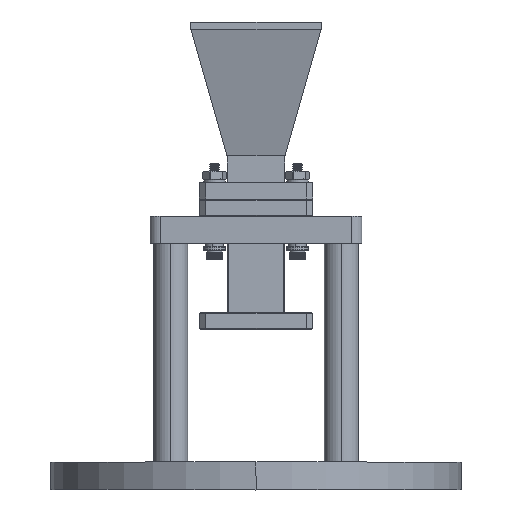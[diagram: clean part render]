
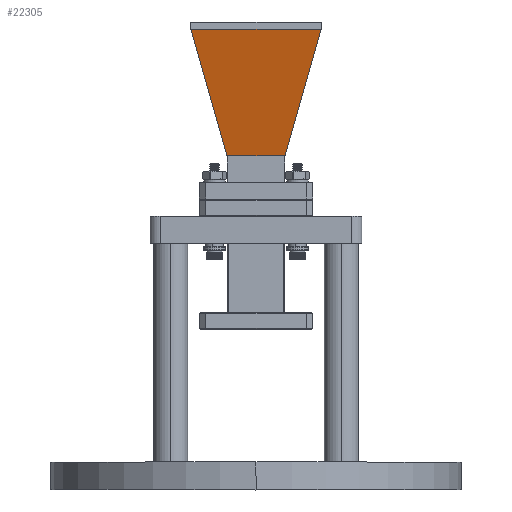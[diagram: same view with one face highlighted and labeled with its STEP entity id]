
A CAD part, top view. The second image highlights one B-rep face of the part: STEP entity #22305.
In plain terms, the highlighted face is planar.
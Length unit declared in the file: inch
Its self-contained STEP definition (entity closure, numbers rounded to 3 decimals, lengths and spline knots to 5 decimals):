
#2370 = CARTESIAN_POINT ( 'NONE',  ( -0.55842, 0.74949, 3.41657 ) ) ;
#3322 = VERTEX_POINT ( 'NONE', #31601 ) ;
#4782 = VECTOR ( 'NONE', #27979, 39.37008 ) ;
#6934 = EDGE_CURVE ( 'NONE', #23402, #27709, #24292, .T. ) ;
#8297 = CARTESIAN_POINT ( 'NONE',  ( -0.55842, 0., 3.41657 ) ) ;
#10393 = DIRECTION ( 'NONE',  ( -0.235, 0., 0.972 ) ) ;
#10601 = DIRECTION ( 'NONE',  ( 0.226, 0.267, -0.937 ) ) ;
#11494 = CARTESIAN_POINT ( 'NONE',  ( -0.20624, 0., 1.95913 ) ) ;
#12307 = VERTEX_POINT ( 'NONE', #16330 ) ;
#13323 = LINE ( 'NONE', #16208, #22639 ) ;
#14281 = ORIENTED_EDGE ( 'NONE', *, *, #26833, .T. ) ;
#15827 = DIRECTION ( 'NONE',  ( -0.972, 0., -0.235 ) ) ;
#16076 = EDGE_LOOP ( 'NONE', ( #18847, #34112, #14281, #20637 ) ) ;
#16208 = CARTESIAN_POINT ( 'NONE',  ( -0.55842, -0.74949, 3.41657 ) ) ;
#16330 = CARTESIAN_POINT ( 'NONE',  ( -0.20624, -0.33412, 1.95913 ) ) ;
#16596 = EDGE_CURVE ( 'NONE', #23402, #12307, #19461, .T. ) ;
#18546 = PLANE ( 'NONE',  #25315 ) ;
#18844 = CARTESIAN_POINT ( 'NONE',  ( -0.20624, 0.33412, 1.95913 ) ) ;
#18847 = ORIENTED_EDGE ( 'NONE', *, *, #16596, .T. ) ;
#19461 = LINE ( 'NONE', #11494, #4782 ) ;
#20199 = VECTOR ( 'NONE', #30083, 39.37008 ) ;
#20637 = ORIENTED_EDGE ( 'NONE', *, *, #6934, .F. ) ;
#22305 = ADVANCED_FACE ( 'NONE', ( #23997 ), #18546, .T. ) ;
#22639 = VECTOR ( 'NONE', #10601, 39.37008 ) ;
#23402 = VERTEX_POINT ( 'NONE', #25752 ) ;
#23997 = FACE_OUTER_BOUND ( 'NONE', #16076, .T. ) ;
#24292 = LINE ( 'NONE', #18844, #32194 ) ;
#24633 = LINE ( 'NONE', #8297, #20199 ) ;
#25315 = AXIS2_PLACEMENT_3D ( 'NONE', #35441, #15827, #10393 ) ;
#25752 = CARTESIAN_POINT ( 'NONE',  ( -0.20624, 0.33412, 1.95913 ) ) ;
#26833 = EDGE_CURVE ( 'NONE', #3322, #27709, #24633, .T. ) ;
#27709 = VERTEX_POINT ( 'NONE', #2370 ) ;
#27979 = DIRECTION ( 'NONE',  ( 0., -1., 0. ) ) ;
#30083 = DIRECTION ( 'NONE',  ( 0., 1., 0. ) ) ;
#31601 = CARTESIAN_POINT ( 'NONE',  ( -0.55842, -0.74949, 3.41657 ) ) ;
#31732 = EDGE_CURVE ( 'NONE', #3322, #12307, #13323, .T. ) ;
#32194 = VECTOR ( 'NONE', #33012, 39.37008 ) ;
#33012 = DIRECTION ( 'NONE',  ( -0.226, 0.267, 0.937 ) ) ;
#34112 = ORIENTED_EDGE ( 'NONE', *, *, #31732, .F. ) ;
#35441 = CARTESIAN_POINT ( 'NONE',  ( -0.38884, 0., 2.71477 ) ) ;
